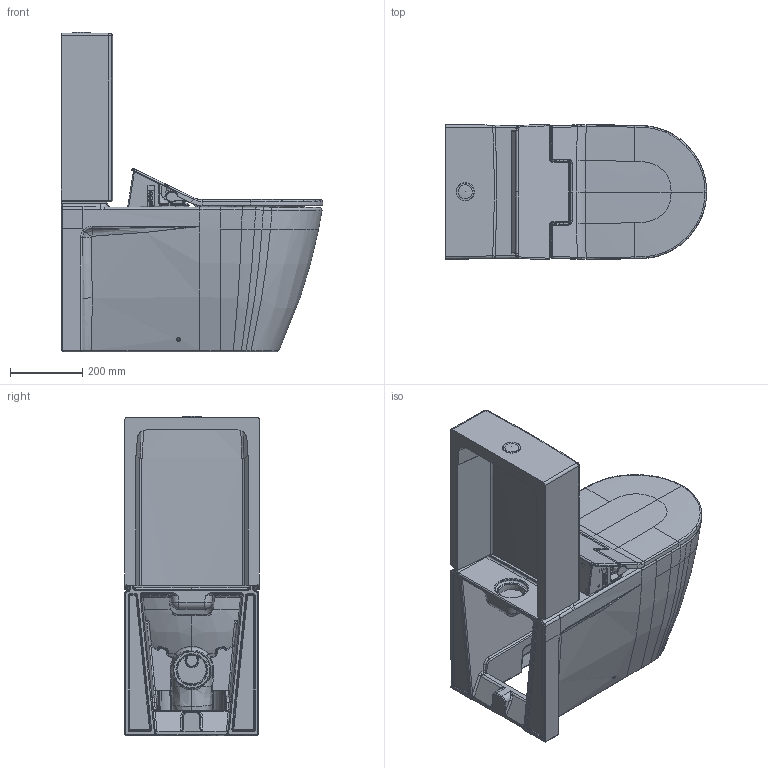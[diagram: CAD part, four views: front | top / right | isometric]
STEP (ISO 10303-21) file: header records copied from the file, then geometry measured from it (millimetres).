
FILE_DESCRIPTION((''),'2;1');
FILE_NAME('212959_611000.stp','2015-06-04T16:32:06',('Administrator'),(''),'Autodesk Inventor 2011','Autodesk Inventor 2011','');
FILE_SCHEMA(('CONFIG_CONTROL_DESIGN'));
Length unit declared in the file: millimetre
Products named in the file (6): 212959_611000; 212959; 093300; Taster; 611000
Assembly tree (5 placements, depth 3):
  212959_611000
    212959
    093300
    Taster
    611000
      611000
Bounding box: 722.23 x 373.72 x 883.07 mm (x, y, z)
Volume: 44537413.9 mm3; surface area: 3562095.8 mm2
Topology: 22 solids, 22 shells, 3661 faces, 13756 edges, 10233 vertices
Faces by surface type: bspline 1855, plane 728, cylinder 717, torus 142, sphere 134, cone 85
Full cylindrical faces by diameter (mm): 0.613 x1, 0.628 x1, 0.695 x1, 0.713 x1, 0.782 x1, 0.803 x1, 0.916 x1, 0.94 x1, 1.091 x1, 1.119 x1, 2.4 x2, 3.4 x3, 3.5 x4, 4 x1, 5.5 x1, 6 x2, 6.5 x1, 7 x4, 8 x1, 9 x2, 10 x13, 12 x2, 16 x2, 17 x2, 19.8 x6, 38.357 x1, 40 x2, 50.217 x1, 103.4 x1
Entity records: 321135 total; most frequent: CARTESIAN_POINT 214143, ORIENTED_EDGE 27148, DIRECTION 14377, EDGE_CURVE 13574, VERTEX_POINT 10205, B_SPLINE_CURVE_WITH_KNOTS 6218, AXIS2_PLACEMENT_3D 5205, VECTOR 3967
